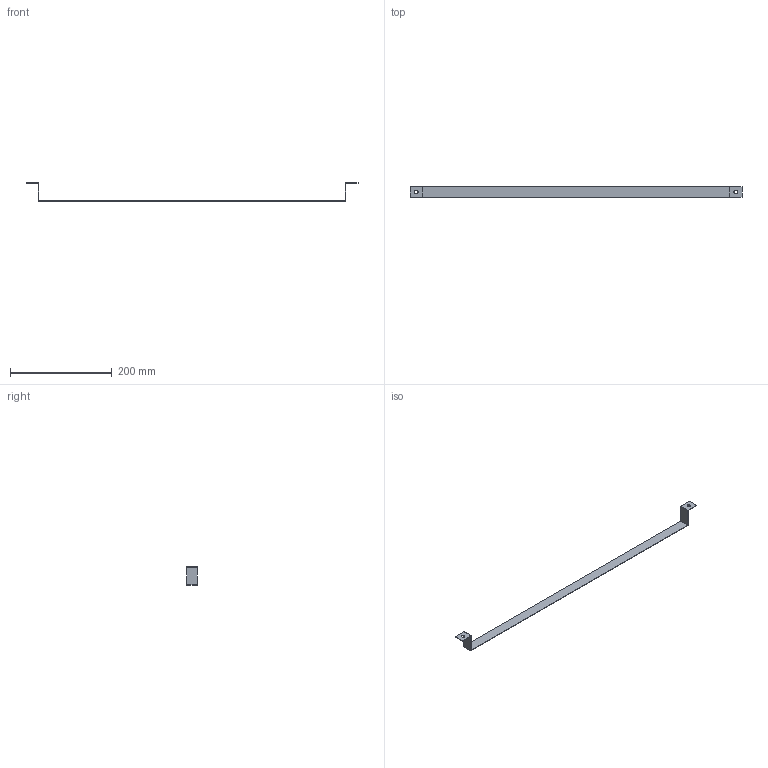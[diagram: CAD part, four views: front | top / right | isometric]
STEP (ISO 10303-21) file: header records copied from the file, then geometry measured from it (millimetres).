
FILE_DESCRIPTION(/* description */ (''),/* implementation_level */ '2;1');
FILE_NAME(/* name */ 'DKU70-600.ipt.stp',/* time_stamp */ '2023-05-18T12:26:07+03:00',/* author */ ('Man88'),/* organization */ (''),/* preprocessor_version */ 'ST-DEVELOPER v19.2',/* originating_system */ 'Autodesk Inventor 2023',/* authorisation */ '');
FILE_SCHEMA (('AUTOMOTIVE_DESIGN { 1 0 10303 214 3 1 1 }'));
Length unit declared in the file: millimetre
Products named in the file (1): DKU70-600
Bounding box: 652 x 20 x 36 mm (x, y, z)
Volume: 14363 mm3; surface area: 30254 mm2
Topology: 1 solids, 1 shells, 32 faces, 90 edges, 60 vertices
Faces by surface type: plane 30, cylinder 2
Full cylindrical faces by diameter (mm): 7 x2
Entity records: 1101 total; most frequent: CARTESIAN_POINT 183, ORIENTED_EDGE 180, DIRECTION 160, EDGE_CURVE 90, LINE 86, VECTOR 86, VERTEX_POINT 60, AXIS2_PLACEMENT_3D 37
